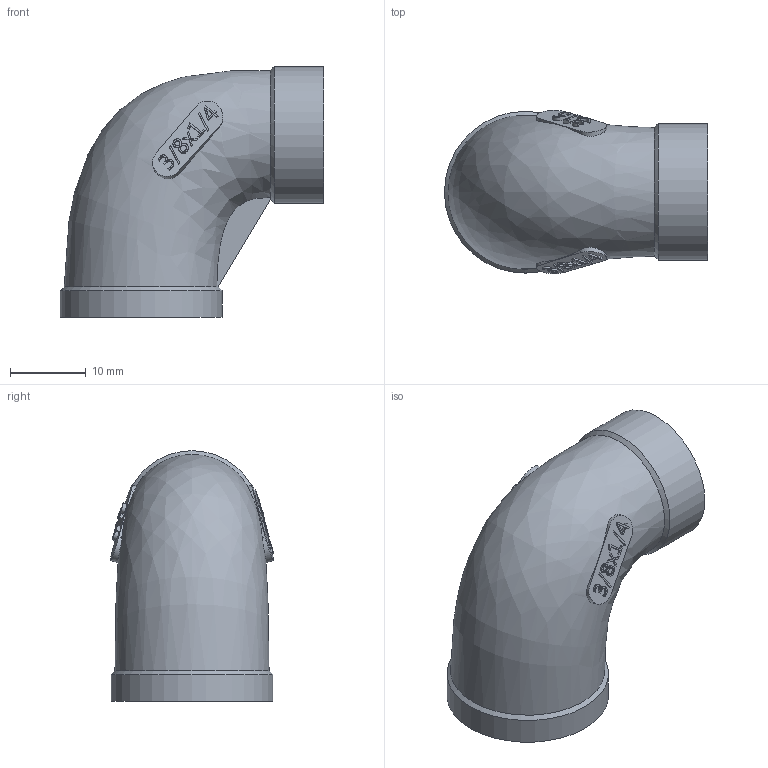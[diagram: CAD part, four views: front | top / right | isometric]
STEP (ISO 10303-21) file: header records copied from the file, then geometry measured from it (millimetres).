
FILE_DESCRIPTION(/* description */ ('Unknown'),/* implementation_level */ '2;1');
FILE_NAME(/* name */ 'R304-3_8x1_4',/* time_stamp */ '2021-10-14T18:01:47+08:00',/* author */ ('Unknown'),/* organization */ ('Unknown'),/* preprocessor_version */ 'ST-DEVELOPER v16.7',/* originating_system */ 'DEX',/* authorisation */ $);
FILE_SCHEMA (('AUTOMOTIVE_DESIGN {1 0 10303 214 3 1 1}'));
Length unit declared in the file: millimetre
Products named in the file (1): R304-3_8x1_4
Bounding box: 34.65 x 21.49 x 32.98 mm (x, y, z)
Volume: 6363.2 mm3; surface area: 5029.1 mm2
Topology: 1 solids, 1 shells, 144 faces, 381 edges, 253 vertices
Faces by surface type: plane 93, bspline 46, cylinder 3, cone 2
Full cylindrical faces by diameter (mm): 17.97 x1, 21.29 x1
Entity records: 8686 total; most frequent: CARTESIAN_POINT 5655, ORIENTED_EDGE 680, DIRECTION 466, EDGE_CURVE 340, LINE 240, VECTOR 240, VERTEX_POINT 228, EDGE_LOOP 160
